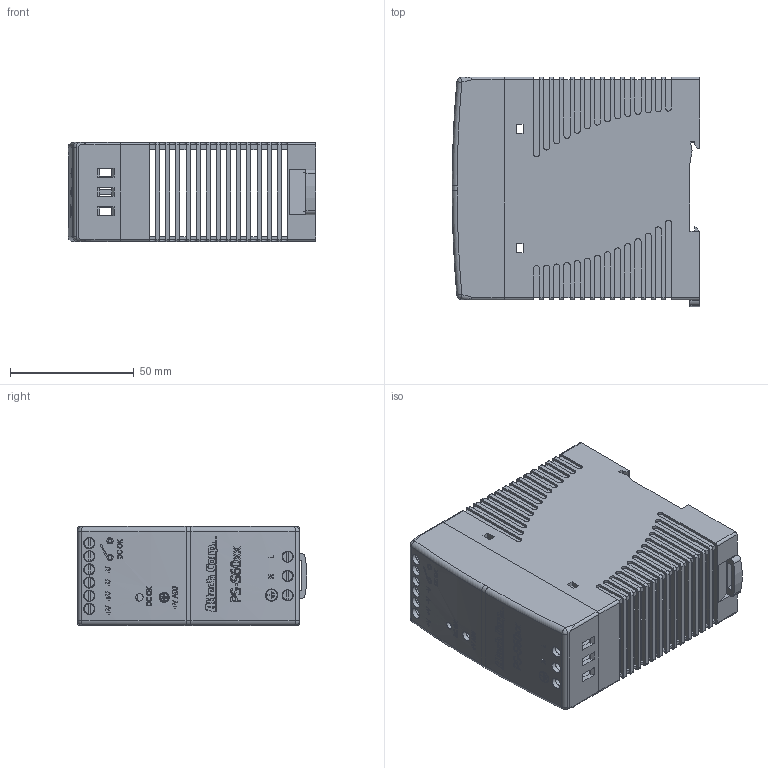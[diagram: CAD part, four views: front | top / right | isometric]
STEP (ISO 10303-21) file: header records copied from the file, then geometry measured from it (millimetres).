
FILE_DESCRIPTION((''),'2;1');
FILE_NAME('PSS60.stp','2011-08-19T10:58:59',('laszlo'),(''),'Autodesk Inventor 2009','Autodesk Inventor 2009','');
FILE_SCHEMA(('AUTOMOTIVE_DESIGN { 1 0 10303 214 1 1 1 1 }'));
Length unit declared in the file: millimetre
Products named in the file (6): PSS60; box; front; interlock; ISO 1207 M 2.5 x 3; GB 822-88  H M2 x 3
Assembly tree (13 placements, depth 2):
  PSS60
    box
    front
    interlock
    ISO 1207 M 2.5 x 3  x9
    GB 822-88  H M2 x 3
Bounding box: 100 x 92.83 x 40 mm (x, y, z)
Volume: 55873.7 mm3; surface area: 69896.4 mm2
Topology: 13 solids, 13 shells, 1393 faces, 4002 edges, 2655 vertices
Faces by surface type: plane 763, cylinder 371, bspline 191, cone 36, torus 27, sphere 5
Full cylindrical faces by diameter (mm): 1.5 x2, 2 x1, 2.224 x9, 2.5 x10, 3 x1, 3.5 x2, 4 x1, 4.5 x10, 4.6 x1, 4.8 x9, 4.9 x1
Entity records: 47831 total; most frequent: CARTESIAN_POINT 14750, ORIENTED_EDGE 7396, DIRECTION 5955, EDGE_CURVE 3698, VERTEX_POINT 2479, VECTOR 2363, LINE 2363, AXIS2_PLACEMENT_3D 1796
